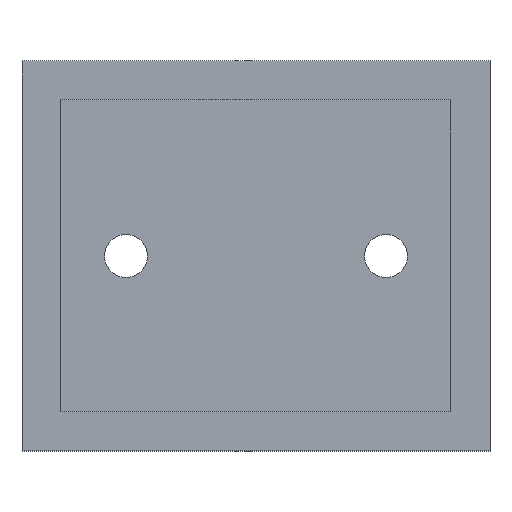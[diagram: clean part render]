
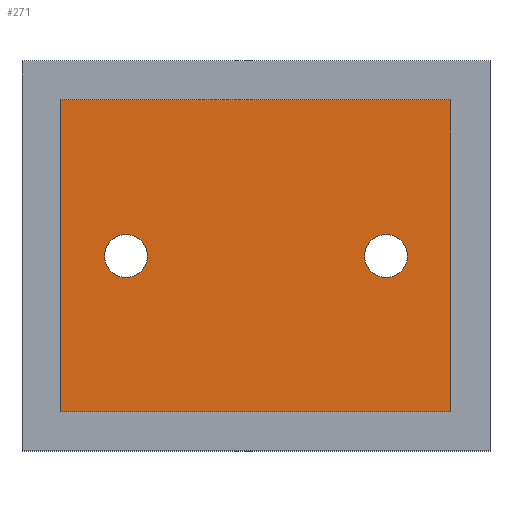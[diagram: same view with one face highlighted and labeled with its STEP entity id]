
A CAD part, top view. The second image highlights one B-rep face of the part: STEP entity #271.
In plain terms, the highlighted planar face has unit normal (0, 0, 1).
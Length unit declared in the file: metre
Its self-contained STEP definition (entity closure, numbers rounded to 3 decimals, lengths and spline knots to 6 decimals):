
#18=CIRCLE('',#304,0.0033);
#19=CIRCLE('',#305,0.0033);
#70=ORIENTED_EDGE('',*,*,#114,.T.);
#71=ORIENTED_EDGE('',*,*,#115,.T.);
#72=ORIENTED_EDGE('',*,*,#107,.F.);
#73=ORIENTED_EDGE('',*,*,#110,.F.);
#74=ORIENTED_EDGE('',*,*,#112,.T.);
#75=ORIENTED_EDGE('',*,*,#113,.T.);
#107=EDGE_CURVE('',#134,#135,#161,.T.);
#110=EDGE_CURVE('',#136,#134,#164,.T.);
#112=EDGE_CURVE('',#136,#137,#166,.T.);
#113=EDGE_CURVE('',#137,#135,#167,.T.);
#114=EDGE_CURVE('',#138,#138,#18,.F.);
#115=EDGE_CURVE('',#139,#139,#19,.F.);
#134=VERTEX_POINT('',#433);
#135=VERTEX_POINT('',#435);
#136=VERTEX_POINT('',#439);
#137=VERTEX_POINT('',#443);
#138=VERTEX_POINT('',#449);
#139=VERTEX_POINT('',#451);
#161=LINE('',#434,#185);
#164=LINE('',#440,#188);
#166=LINE('',#444,#190);
#167=LINE('',#446,#191);
#185=VECTOR('',#353,1.);
#188=VECTOR('',#358,1.);
#190=VECTOR('',#362,1.);
#191=VECTOR('',#365,1.);
#205=EDGE_LOOP('',(#70));
#206=EDGE_LOOP('',(#71));
#207=EDGE_LOOP('',(#72,#73,#74,#75));
#233=FACE_BOUND('',#205,.T.);
#234=FACE_BOUND('',#206,.T.);
#235=FACE_BOUND('',#207,.T.);
#258=PLANE('',#303);
#271=ADVANCED_FACE('',(#233,#234,#235),#258,.T.);
#303=AXIS2_PLACEMENT_3D('',#447,#366,#367);
#304=AXIS2_PLACEMENT_3D('',#448,#368,#369);
#305=AXIS2_PLACEMENT_3D('',#450,#370,#371);
#353=DIRECTION('',(0.,-1.,0.));
#358=DIRECTION('',(1.,0.,0.));
#362=DIRECTION('',(0.,-1.,0.));
#365=DIRECTION('',(1.,0.,0.));
#366=DIRECTION('',(0.,0.,1.));
#367=DIRECTION('',(1.,0.,0.));
#368=DIRECTION('',(0.,0.,1.));
#369=DIRECTION('',(1.,0.,0.));
#370=DIRECTION('',(0.,0.,1.));
#371=DIRECTION('',(1.,0.,0.));
#433=CARTESIAN_POINT('',(0.03,0.024,0.012));
#434=CARTESIAN_POINT('',(0.03,0.,0.012));
#435=CARTESIAN_POINT('',(0.03,-0.024,0.012));
#439=CARTESIAN_POINT('',(-0.03,0.024,0.012));
#440=CARTESIAN_POINT('',(0.,0.024,0.012));
#443=CARTESIAN_POINT('',(-0.03,-0.024,0.012));
#444=CARTESIAN_POINT('',(-0.03,0.,0.012));
#446=CARTESIAN_POINT('',(0.,-0.024,0.012));
#447=CARTESIAN_POINT('',(0.,0.,0.012));
#448=CARTESIAN_POINT('',(-0.02,0.,0.012));
#449=CARTESIAN_POINT('',(-0.0167,0.,0.012));
#450=CARTESIAN_POINT('',(0.02,0.,0.012));
#451=CARTESIAN_POINT('',(0.0233,0.,0.012));
